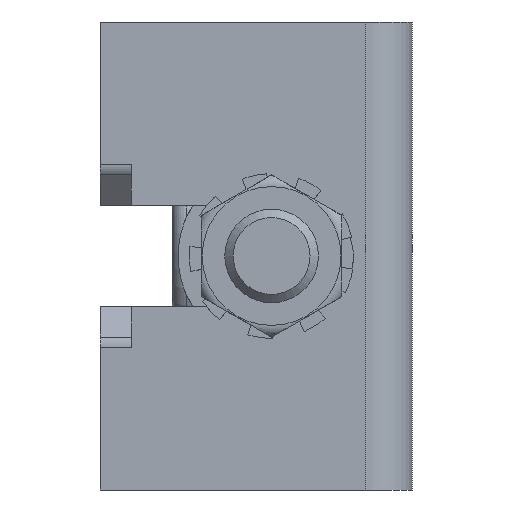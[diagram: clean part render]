
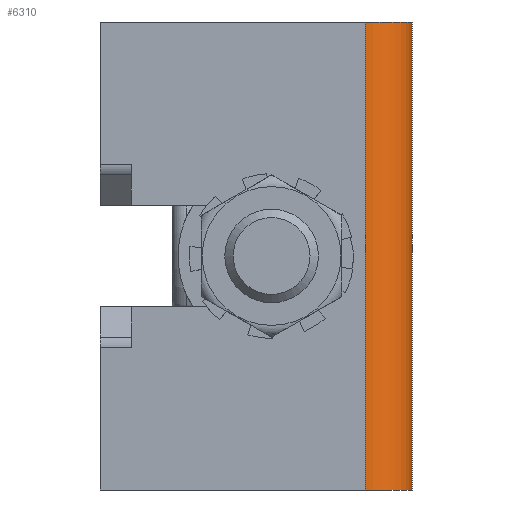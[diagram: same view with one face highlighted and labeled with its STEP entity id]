
A CAD part, front view. The second image highlights one B-rep face of the part: STEP entity #6310.
In plain terms, the highlighted cylindrical face has radius 6 mm (diameter 12 mm), a partial arc.
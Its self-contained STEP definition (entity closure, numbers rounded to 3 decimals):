
#262=LINE('',#12227,#564);
#332=LINE('',#12417,#634);
#564=VECTOR('',#8769,10.);
#634=VECTOR('',#8967,10.);
#872=CYLINDRICAL_SURFACE('',#7097,6.);
#1416=FACE_OUTER_BOUND('',#1901,.T.);
#1901=EDGE_LOOP('',(#5612,#5613,#5614,#5615));
#2424=CIRCLE('',#7054,6.);
#2440=CIRCLE('',#7098,6.);
#2960=VERTEX_POINT('',#12224);
#2961=VERTEX_POINT('',#12226);
#2981=VERTEX_POINT('',#12290);
#3017=VERTEX_POINT('',#12415);
#3772=EDGE_CURVE('',#2960,#2961,#262,.T.);
#3808=EDGE_CURVE('',#2981,#2960,#2424,.T.);
#3870=EDGE_CURVE('',#2981,#3017,#332,.T.);
#3871=EDGE_CURVE('',#3017,#2961,#2440,.T.);
#5612=ORIENTED_EDGE('',*,*,#3871,.T.);
#5613=ORIENTED_EDGE('',*,*,#3772,.F.);
#5614=ORIENTED_EDGE('',*,*,#3808,.F.);
#5615=ORIENTED_EDGE('',*,*,#3870,.T.);
#6310=ADVANCED_FACE('',(#1416),#872,.T.);
#7054=AXIS2_PLACEMENT_3D('',#12292,#8835,#8836);
#7097=AXIS2_PLACEMENT_3D('',#12418,#8968,#8969);
#7098=AXIS2_PLACEMENT_3D('',#12419,#8970,#8971);
#8769=DIRECTION('',(0.,0.,1.));
#8835=DIRECTION('center_axis',(0.,0.,-1.));
#8836=DIRECTION('ref_axis',(0.,1.,0.));
#8967=DIRECTION('',(0.,0.,1.));
#8968=DIRECTION('center_axis',(0.,0.,1.));
#8969=DIRECTION('ref_axis',(0.,1.,0.));
#8970=DIRECTION('center_axis',(0.,0.,-1.));
#8971=DIRECTION('ref_axis',(0.,1.,0.));
#12224=CARTESIAN_POINT('',(14.,-28.5,-30.));
#12226=CARTESIAN_POINT('',(14.,-28.5,30.));
#12227=CARTESIAN_POINT('',(14.,-28.5,-30.));
#12290=CARTESIAN_POINT('',(20.,-22.5,-30.));
#12292=CARTESIAN_POINT('Origin',(14.,-22.5,-30.));
#12415=CARTESIAN_POINT('',(20.,-22.5,30.));
#12417=CARTESIAN_POINT('',(20.,-22.5,-30.));
#12418=CARTESIAN_POINT('Origin',(14.,-22.5,-30.));
#12419=CARTESIAN_POINT('Origin',(14.,-22.5,30.));
